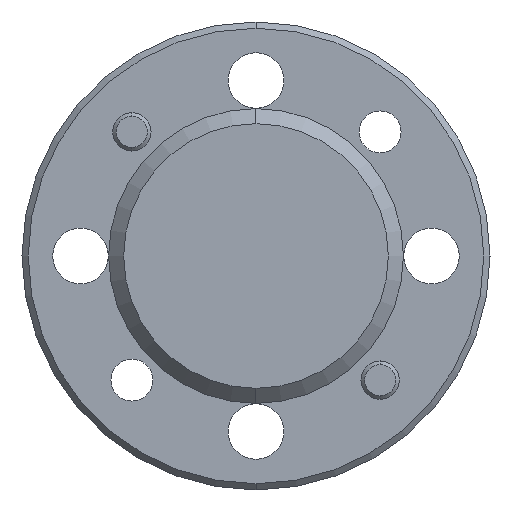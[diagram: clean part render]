
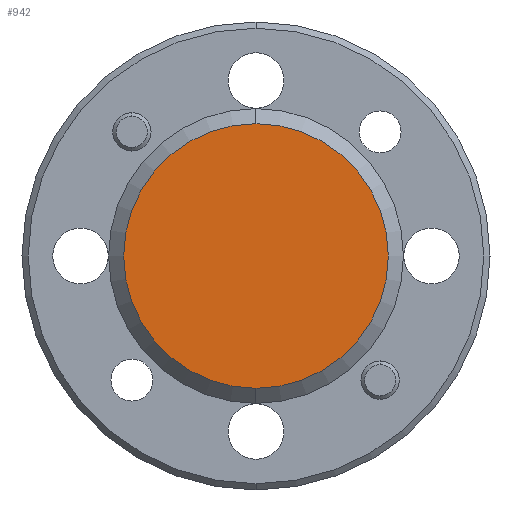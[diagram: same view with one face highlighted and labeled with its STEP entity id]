
A CAD part, left-side view. The second image highlights one B-rep face of the part: STEP entity #942.
In plain terms, the highlighted planar face has unit normal (-1, 0, 0).
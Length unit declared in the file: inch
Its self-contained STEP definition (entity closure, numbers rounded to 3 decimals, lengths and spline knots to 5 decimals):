
#51 = CIRCLE ( 'NONE', #1658, 0.212 ) ;
#67 = EDGE_CURVE ( 'NONE', #1664, #1746, #2132, .T. ) ;
#174 = AXIS2_PLACEMENT_3D ( 'NONE', #2365, #538, #2158 ) ;
#235 = DIRECTION ( 'NONE',  ( -1., 0., 0. ) ) ;
#493 = CARTESIAN_POINT ( 'NONE',  ( -0.64658, 0.43742, 0.46554 ) ) ;
#538 = DIRECTION ( 'NONE',  ( -1., 0., 0. ) ) ;
#700 = CARTESIAN_POINT ( 'NONE',  ( -0.64658, 0.43742, 0.88954 ) ) ;
#795 = AXIS2_PLACEMENT_3D ( 'NONE', #1072, #2380, #1830 ) ;
#811 = ORIENTED_EDGE ( 'NONE', *, *, #1902, .T. ) ;
#942 = ADVANCED_FACE ( 'NONE', ( #1452 ), #1258, .T. ) ;
#1019 = EDGE_LOOP ( 'NONE', ( #811, #1045 ) ) ;
#1045 = ORIENTED_EDGE ( 'NONE', *, *, #67, .T. ) ;
#1072 = CARTESIAN_POINT ( 'NONE',  ( -0.64658, 0.67942, 0.67754 ) ) ;
#1151 = DIRECTION ( 'NONE',  ( 0., 0., 1. ) ) ;
#1258 = PLANE ( 'NONE',  #795 ) ;
#1452 = FACE_OUTER_BOUND ( 'NONE', #1019, .T. ) ;
#1658 = AXIS2_PLACEMENT_3D ( 'NONE', #1699, #235, #1151 ) ;
#1664 = VERTEX_POINT ( 'NONE', #700 ) ;
#1699 = CARTESIAN_POINT ( 'NONE',  ( -0.64658, 0.43742, 0.67754 ) ) ;
#1746 = VERTEX_POINT ( 'NONE', #493 ) ;
#1830 = DIRECTION ( 'NONE',  ( 0., 0., 1. ) ) ;
#1902 = EDGE_CURVE ( 'NONE', #1746, #1664, #51, .T. ) ;
#2132 = CIRCLE ( 'NONE', #174, 0.212 ) ;
#2158 = DIRECTION ( 'NONE',  ( 0., 0., 1. ) ) ;
#2365 = CARTESIAN_POINT ( 'NONE',  ( -0.64658, 0.43742, 0.67754 ) ) ;
#2380 = DIRECTION ( 'NONE',  ( -1., 0., 0. ) ) ;
